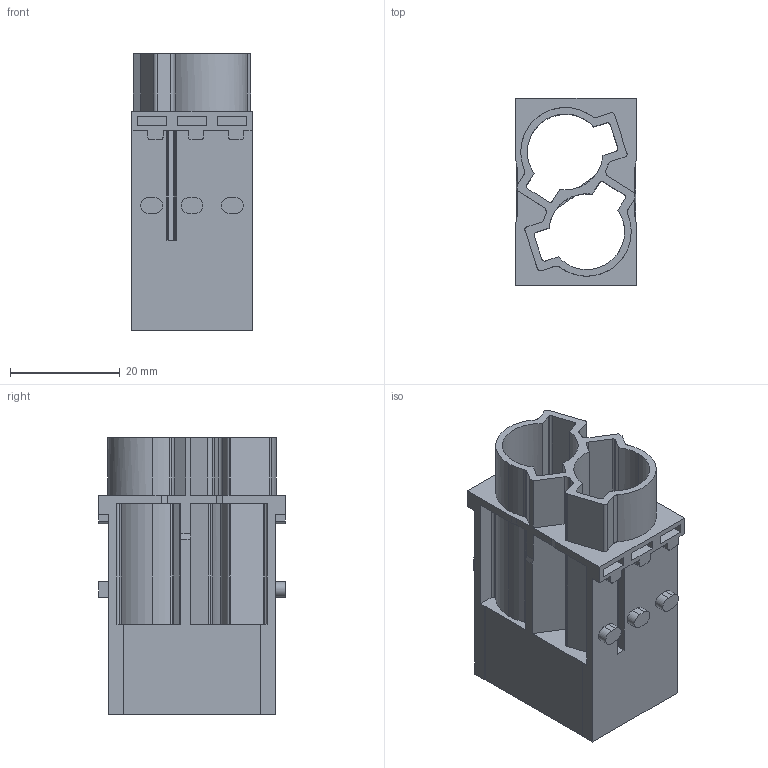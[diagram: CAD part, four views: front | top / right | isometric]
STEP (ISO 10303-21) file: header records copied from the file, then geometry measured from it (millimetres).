
FILE_DESCRIPTION(('CATIA V5 STEP Exchange','CAx-IF Rec.Pracs.--- Model Styling and Organization---1.4--- 2014-01-23'),'2;1');
FILE_NAME ('13212911_4', '2019-04-15T10:42:19+00:00', ('none'), ('Weidmueller'), 'CATIA Version 5-6 Release 2016 SP3 HF44', 'CATIA V5 STEP AP214', 'none');
FILE_SCHEMA(('AUTOMOTIVE_DESIGN { 1 0 10303 214 1 1 1 1 }'));
Length unit declared in the file: millimetre
Products named in the file (1): 1429060000
Bounding box: 21.85 x 34 x 50.4 mm (x, y, z)
Volume: 8299.5 mm3; surface area: 13247.8 mm2
Topology: 1 solids, 1 shells, 280 faces, 794 edges, 528 vertices
Faces by surface type: plane 170, cylinder 110
Entity records: 9731 total; most frequent: CARTESIAN_POINT 2657, ORIENTED_EDGE 1588, DIRECTION 1235, EDGE_CURVE 794, VECTOR 570, LINE 570, VERTEX_POINT 528, AXIS2_PLACEMENT_3D 386
